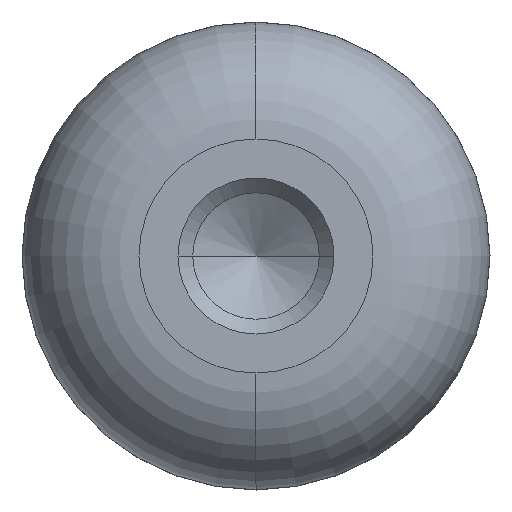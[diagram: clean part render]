
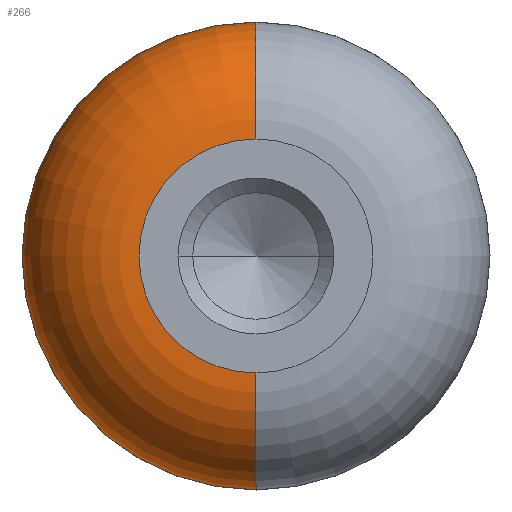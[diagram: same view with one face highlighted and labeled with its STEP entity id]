
A CAD part, left-side view. The second image highlights one B-rep face of the part: STEP entity #266.
In plain terms, the highlighted toroidal (fillet/blend) face has major radius 3 mm and minor radius 3 mm.
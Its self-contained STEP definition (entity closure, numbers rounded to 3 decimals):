
#146=VERTEX_POINT('',#407);
#152=VERTEX_POINT('',#414);
#158=EDGE_CURVE('',#252,#146,#421,.T.);
#198=VERTEX_POINT('',#467);
#200=EDGE_CURVE('',#274,#252,#469,.T.);
#214=VERTEX_POINT('',#483);
#246=EDGE_CURVE('',#198,#214,#519,.T.);
#252=VERTEX_POINT('',#525);
#266=ADVANCED_FACE('',(#540),#541,.T.);
#274=VERTEX_POINT('',#551);
#330=EDGE_CURVE('',#198,#274,#613,.T.);
#344=EDGE_CURVE('',#214,#152,#629,.T.);
#346=EDGE_CURVE('',#146,#152,#631,.T.);
#407=CARTESIAN_POINT('',(-6.537,0.,4.713));
#414=CARTESIAN_POINT('',(-12.0,0.,3.0));
#421=CIRCLE('',#704,4.713);
#467=CARTESIAN_POINT('',(-12.0,0.,-3.0));
#469=CIRCLE('',#765,4.713);
#483=CARTESIAN_POINT('',(-12.0,3.0,0.0));
#519=CIRCLE('',#830,3.0);
#525=CARTESIAN_POINT('',(-6.537,4.713,0.0));
#540=FACE_OUTER_BOUND('',#856,.T.);
#541=TOROIDAL_SURFACE('',#857,3.0,3.0);
#551=CARTESIAN_POINT('',(-6.537,0.,-4.713));
#613=CIRCLE('',#950,3.0);
#629=CIRCLE('',#972,3.0);
#631=CIRCLE('',#975,3.0);
#704=AXIS2_PLACEMENT_3D('',#1060,#1061,#1062);
#765=AXIS2_PLACEMENT_3D('',#1131,#1132,#1133);
#830=AXIS2_PLACEMENT_3D('',#1194,#1195,#1196);
#856=EDGE_LOOP('',(#1211,#1212,#1213,#1214,#1215,#1216));
#857=AXIS2_PLACEMENT_3D('',#1217,#1218,#1219);
#950=AXIS2_PLACEMENT_3D('',#1307,#1308,#1309);
#972=AXIS2_PLACEMENT_3D('',#1332,#1333,#1334);
#975=AXIS2_PLACEMENT_3D('',#1335,#1336,#1337);
#1060=CARTESIAN_POINT('',(-6.537,0.0,0.0));
#1061=DIRECTION('',(1.0,0.0,0.0));
#1062=DIRECTION('',(0.0,1.0,0.0));
#1131=CARTESIAN_POINT('',(-6.537,0.0,0.0));
#1132=DIRECTION('',(1.0,0.0,0.0));
#1133=DIRECTION('',(0.0,1.0,0.0));
#1194=CARTESIAN_POINT('',(-12.0,0.0,0.0));
#1195=DIRECTION('',(1.0,0.0,0.0));
#1196=DIRECTION('',(0.0,1.0,0.0));
#1211=ORIENTED_EDGE('',*,*,#330,.F.);
#1212=ORIENTED_EDGE('',*,*,#246,.T.);
#1213=ORIENTED_EDGE('',*,*,#344,.T.);
#1214=ORIENTED_EDGE('',*,*,#346,.F.);
#1215=ORIENTED_EDGE('',*,*,#158,.F.);
#1216=ORIENTED_EDGE('',*,*,#200,.F.);
#1217=CARTESIAN_POINT('',(-9.0,0.0,0.0));
#1218=DIRECTION('',(1.0,0.0,0.0));
#1219=DIRECTION('',(0.0,0.0,-1.0));
#1307=CARTESIAN_POINT('',(-9.0,0.,-3.0));
#1308=DIRECTION('',(0.0,-1.0,0.));
#1309=DIRECTION('',(0.0,0.,-1.0));
#1332=CARTESIAN_POINT('',(-12.0,0.0,0.0));
#1333=DIRECTION('',(1.0,0.0,0.0));
#1334=DIRECTION('',(0.0,1.0,0.0));
#1335=CARTESIAN_POINT('',(-9.0,0.,3.0));
#1336=DIRECTION('',(0.0,-1.0,0.));
#1337=DIRECTION('',(0.0,0.,1.0));
